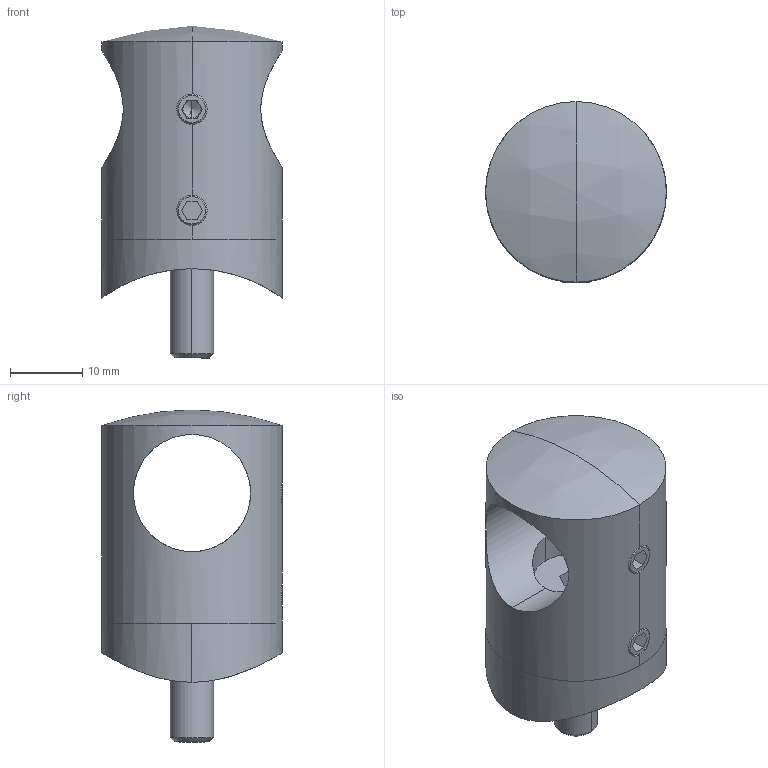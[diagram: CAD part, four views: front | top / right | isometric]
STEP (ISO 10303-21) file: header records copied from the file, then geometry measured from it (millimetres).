
FILE_DESCRIPTION (( 'STEP AP203' ), '1' );
FILE_NAME ('50395-240A.step', '2020-10-13T08:31:42', ( '' ), ( '' ), 'SwSTEP 2.0', 'SolidWorks 2018', '' );
FILE_SCHEMA (( 'CONFIG_CONTROL_DESIGN' ));
Length unit declared in the file: millimetre
Products named in the file (12): DIN7991 M6x25_DIN7991 M6x25; DIN7991 M6x25; 50395-240A; 5039X-240A Konfig Teil2; DIN913; 5039X-240A Konfig Teil2_50395-240A Teil2; 5039X-240A Konfig Teil1; DIN913_DIN 913 M5x4; DIN914; 5039X-240A Konfig Teil1_5039X-240A Teil1; DIN914_DIN 914 M5x6
Assembly tree (7 placements, depth 2):
  DIN7991 M6x25
  50395-240A
    DIN913
    DIN914
  5039X-240A Konfig Teil2
  5039X-240A Konfig Teil1
  50395-240A
    5039X-240A Konfig Teil1_5039X-240A Teil1
    5039X-240A Konfig Teil2_50395-240A Teil2
    DIN7991 M6x25_DIN7991 M6x25
    DIN914_DIN 914 M5x6
    DIN913_DIN 913 M5x4
Bounding box: 25 x 25 x 45.95 mm (x, y, z)
Volume: 10625.1 mm3; surface area: 7166.6 mm2
Topology: 5 solids, 5 shells, 340 faces, 875 edges, 569 vertices
Faces by surface type: plane 173, bspline 111, cylinder 30, cone 24, sphere 2
Entity records: 20672 total; most frequent: CARTESIAN_POINT 12020, ORIENTED_EDGE 1738, DIRECTION 1177, EDGE_CURVE 869, VERTEX_POINT 565, VECTOR 553, LINE 553, EDGE_LOOP 376
